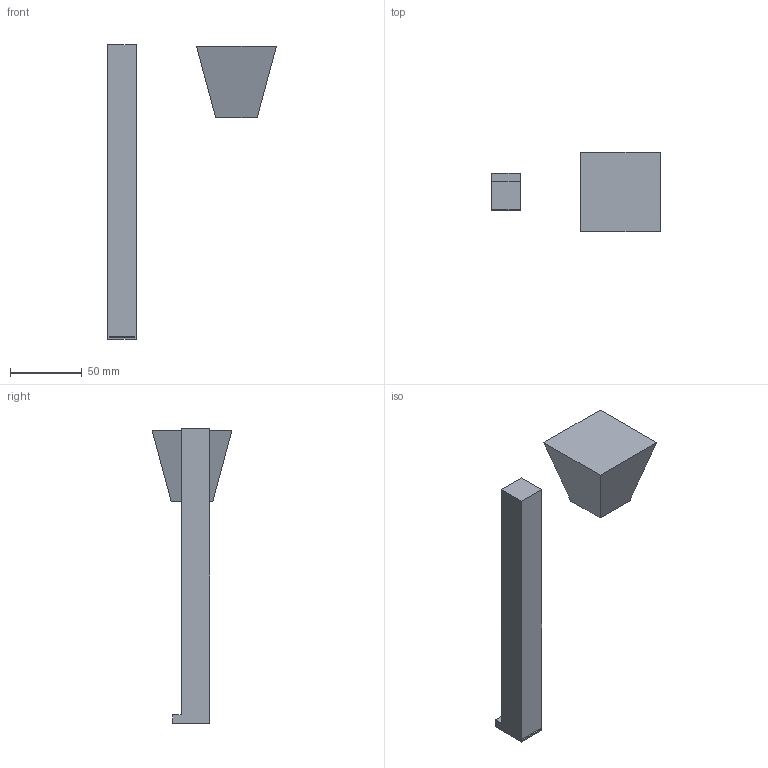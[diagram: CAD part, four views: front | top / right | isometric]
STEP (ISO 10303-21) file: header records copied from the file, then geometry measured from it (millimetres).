
FILE_DESCRIPTION(/* description */ (''),/* implementation_level */ '2;1');
FILE_NAME(/* name */ 'ONLY_stand.step',/* time_stamp */ '2023-11-16T13:18:46+01:00',/* author */ (''),/* organization */ (''),/* preprocessor_version */ 'ST-DEVELOPER v20',/* originating_system */ 'Autodesk Translation Framework v12.14.0.127',/* authorisation */ '');
FILE_SCHEMA (('AUTOMOTIVE_DESIGN { 1 0 10303 214 3 1 1 }'));
Length unit declared in the file: millimetre
Products named in the file (1): ONLY_stand
Bounding box: 117.9 x 55.79 x 206 mm (x, y, z)
Volume: 153693.5 mm3; surface area: 35240.5 mm2
Topology: 2 solids, 2 shells, 27 faces, 62 edges, 41 vertices
Faces by surface type: plane 27
Entity records: 791 total; most frequent: CARTESIAN_POINT 131, ORIENTED_EDGE 124, DIRECTION 118, LINE 62, VECTOR 62, EDGE_CURVE 62, VERTEX_POINT 41, EDGE_LOOP 31
